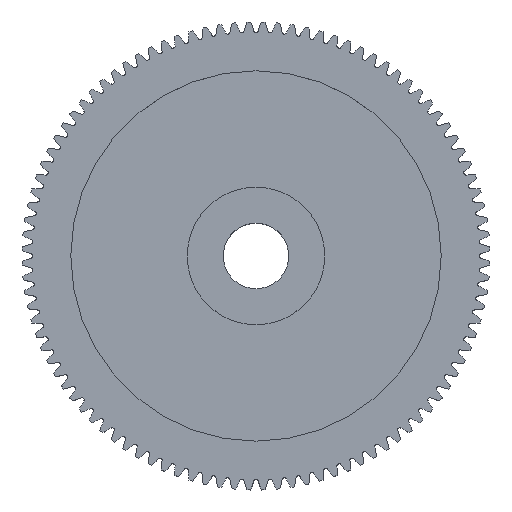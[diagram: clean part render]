
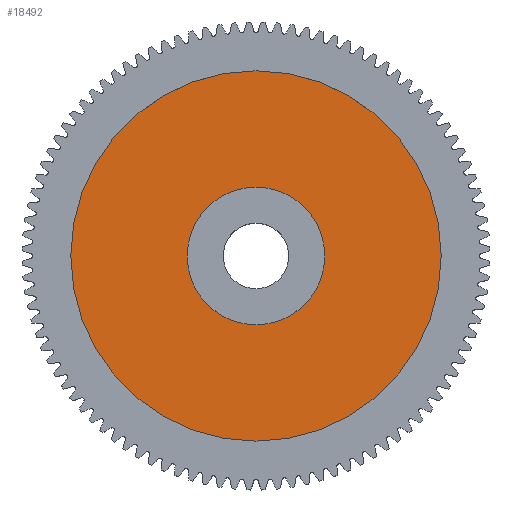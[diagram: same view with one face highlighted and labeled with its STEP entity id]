
A CAD part, top view. The second image highlights one B-rep face of the part: STEP entity #18492.
In plain terms, the highlighted planar face has unit normal (0, 0, 1).
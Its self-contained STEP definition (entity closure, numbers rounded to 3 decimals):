
#3228 = DIRECTION ( 'NONE',  ( -1., 0., 0. ) ) ;
#3229 = DIRECTION ( 'NONE',  ( 0., 0., -1. ) ) ;
#3230 = CARTESIAN_POINT ( 'NONE',  ( 0., 0., 4. ) ) ;
#3290 = AXIS2_PLACEMENT_3D ( 'NONE', #3230, #3229, #3228 ) ;
#3311 = CIRCLE ( 'NONE', #3290, 28.25 ) ;
#3495 = CIRCLE ( 'NONE', #3550, 10.5 ) ;
#3500 = CARTESIAN_POINT ( 'NONE',  ( -10.5, 0., 4. ) ) ;
#3536 = CARTESIAN_POINT ( 'NONE',  ( -28.25, 0., 4. ) ) ;
#3547 = DIRECTION ( 'NONE',  ( -1., 0., 0. ) ) ;
#3548 = DIRECTION ( 'NONE',  ( 0., 0., -1. ) ) ;
#3549 = CARTESIAN_POINT ( 'NONE',  ( 0., 0., 4. ) ) ;
#3550 = AXIS2_PLACEMENT_3D ( 'NONE', #3549, #3548, #3547 ) ;
#3879 = CARTESIAN_POINT ( 'NONE',  ( 28.25, 0., 4. ) ) ;
#3911 = CARTESIAN_POINT ( 'NONE',  ( 10.5, 0., 4. ) ) ;
#12925 = DIRECTION ( 'NONE',  ( -1., 0., 0. ) ) ;
#12926 = DIRECTION ( 'NONE',  ( 0., 0., -1. ) ) ;
#12927 = CARTESIAN_POINT ( 'NONE',  ( 0., 0., 4. ) ) ;
#12931 = CIRCLE ( 'NONE', #12933, 28.25 ) ;
#12933 = AXIS2_PLACEMENT_3D ( 'NONE', #12927, #12926, #12925 ) ;
#12949 = AXIS2_PLACEMENT_3D ( 'NONE', #13087, #13086, #13085 ) ;
#12978 = FACE_BOUND ( 'NONE', #18145, .T. ) ;
#13085 = DIRECTION ( 'NONE',  ( -1., 0., 0. ) ) ;
#13086 = DIRECTION ( 'NONE',  ( 0., 0., -1. ) ) ;
#13087 = CARTESIAN_POINT ( 'NONE',  ( 0., 0., 4. ) ) ;
#13096 = FACE_OUTER_BOUND ( 'NONE', #18493, .T. ) ;
#13098 = PLANE ( 'NONE',  #12949 ) ;
#13174 = DIRECTION ( 'NONE',  ( -1., 0., 0. ) ) ;
#13175 = DIRECTION ( 'NONE',  ( 0., 0., -1. ) ) ;
#13176 = CARTESIAN_POINT ( 'NONE',  ( 0., 0., 4. ) ) ;
#13177 = AXIS2_PLACEMENT_3D ( 'NONE', #13176, #13175, #13174 ) ;
#13178 = CIRCLE ( 'NONE', #13177, 10.5 ) ;
#18145 = EDGE_LOOP ( 'NONE', ( #18317, #18491 ) ) ;
#18312 = EDGE_CURVE ( 'NONE', #20385, #20658, #12931, .T. ) ;
#18317 = ORIENTED_EDGE ( 'NONE', *, *, #20377, .T. ) ;
#18435 = EDGE_CURVE ( 'NONE', #20659, #20376, #13178, .T. ) ;
#18491 = ORIENTED_EDGE ( 'NONE', *, *, #18435, .T. ) ;
#18492 = ADVANCED_FACE ( 'NONE', ( #12978, #13096 ), #13098, .F. ) ;
#18493 = EDGE_LOOP ( 'NONE', ( #18494, #18495 ) ) ;
#18494 = ORIENTED_EDGE ( 'NONE', *, *, #18312, .F. ) ;
#18495 = ORIENTED_EDGE ( 'NONE', *, *, #20347, .F. ) ;
#20347 = EDGE_CURVE ( 'NONE', #20658, #20385, #3311, .T. ) ;
#20376 = VERTEX_POINT ( 'NONE', #3500 ) ;
#20377 = EDGE_CURVE ( 'NONE', #20376, #20659, #3495, .T. ) ;
#20385 = VERTEX_POINT ( 'NONE', #3536 ) ;
#20658 = VERTEX_POINT ( 'NONE', #3879 ) ;
#20659 = VERTEX_POINT ( 'NONE', #3911 ) ;
